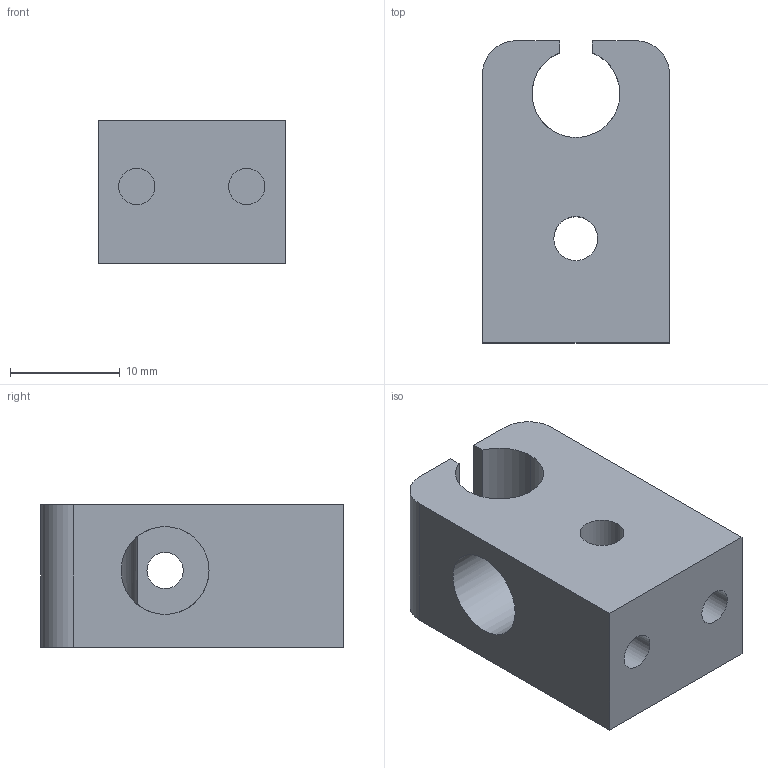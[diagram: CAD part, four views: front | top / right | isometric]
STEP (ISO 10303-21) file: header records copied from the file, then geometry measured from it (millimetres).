
FILE_DESCRIPTION(('HOOPS Exchange Step'),'2;1');
FILE_NAME('temp_export','2023-09-10T08:34:07+02:00',('mobile'),('Shapr3D Limited'),'HOOPS Exchange 2021.2','Shapr3D','Authorized');
FILE_SCHEMA( ('AP203_CONFIGURATION_CONTROLLED_3D_DESIGN_OF_MECHANICAL_PARTS_AND_ASSEMBLIES_MIM_LF') );
Length unit declared in the file: millimetre
Products named in the file (5): Dossier 09; Esquisse; Vice v2; V6; B31D47B4-5FAF-4FCC-8903-BC4374D04222.tmp
Assembly tree (4 placements, depth 4):
  B31D47B4-5FAF-4FCC-8903-BC4374D04222.tmp
    V6
      Esquisse
        Dossier 09
      Vice v2
Bounding box: 17 x 27.5 x 13 mm (x, y, z)
Volume: 4508.7 mm3; surface area: 2819.3 mm2
Topology: 1 solids, 1 shells, 21 faces, 53 edges, 36 vertices
Faces by surface type: plane 12, cylinder 9
Full cylindrical faces by diameter (mm): 3.3 x3, 4 x1, 8 x1
Entity records: 886 total; most frequent: CARTESIAN_POINT 247, DIRECTION 125, ORIENTED_EDGE 106, EDGE_CURVE 53, AXIS2_PLACEMENT_3D 47, VERTEX_POINT 36, VECTOR 31, LINE 31
